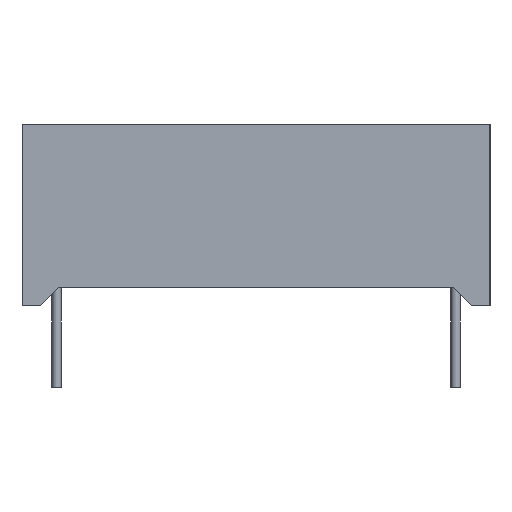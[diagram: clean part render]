
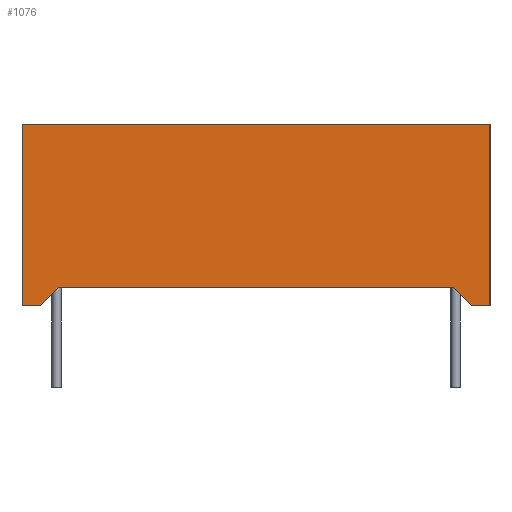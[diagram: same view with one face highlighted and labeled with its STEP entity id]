
A CAD part, left-side view. The second image highlights one B-rep face of the part: STEP entity #1076.
In plain terms, the highlighted planar face has unit normal (-1, 0, 0).
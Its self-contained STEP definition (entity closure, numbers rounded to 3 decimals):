
#48 = VERTEX_POINT('',#49);
#49 = CARTESIAN_POINT('',(-17.9,-12.9,0.));
#57 = EDGE_CURVE('',#48,#58,#60,.T.);
#58 = VERTEX_POINT('',#59);
#59 = CARTESIAN_POINT('',(-17.9,-12.9,10.));
#60 = LINE('',#61,#62);
#61 = CARTESIAN_POINT('',(-17.9,-12.9,0.));
#62 = VECTOR('',#63,1.);
#63 = DIRECTION('',(0.,0.,1.));
#130 = VERTEX_POINT('',#131);
#131 = CARTESIAN_POINT('',(-17.9,-11.9,0.));
#137 = EDGE_CURVE('',#130,#48,#138,.T.);
#138 = LINE('',#139,#140);
#139 = CARTESIAN_POINT('',(-17.9,12.9,0.));
#140 = VECTOR('',#141,1.);
#141 = DIRECTION('',(0.,-1.,0.));
#337 = VERTEX_POINT('',#338);
#338 = CARTESIAN_POINT('',(-17.9,12.9,10.));
#344 = EDGE_CURVE('',#337,#58,#345,.T.);
#345 = LINE('',#346,#347);
#346 = CARTESIAN_POINT('',(-17.9,12.9,10.));
#347 = VECTOR('',#348,1.);
#348 = DIRECTION('',(0.,-1.,0.));
#1076 = ADVANCED_FACE('',(#1077),#1120,.F.);
#1077 = FACE_BOUND('',#1078,.F.);
#1078 = EDGE_LOOP('',(#1079,#1089,#1095,#1096,#1097,#1098,#1106,#1114));
#1079 = ORIENTED_EDGE('',*,*,#1080,.F.);
#1080 = EDGE_CURVE('',#1081,#1083,#1085,.T.);
#1081 = VERTEX_POINT('',#1082);
#1082 = CARTESIAN_POINT('',(-17.9,12.9,0.));
#1083 = VERTEX_POINT('',#1084);
#1084 = CARTESIAN_POINT('',(-17.9,11.9,0.));
#1085 = LINE('',#1086,#1087);
#1086 = CARTESIAN_POINT('',(-17.9,12.9,0.));
#1087 = VECTOR('',#1088,1.);
#1088 = DIRECTION('',(0.,-1.,0.));
#1089 = ORIENTED_EDGE('',*,*,#1090,.T.);
#1090 = EDGE_CURVE('',#1081,#337,#1091,.T.);
#1091 = LINE('',#1092,#1093);
#1092 = CARTESIAN_POINT('',(-17.9,12.9,0.));
#1093 = VECTOR('',#1094,1.);
#1094 = DIRECTION('',(0.,0.,1.));
#1095 = ORIENTED_EDGE('',*,*,#344,.T.);
#1096 = ORIENTED_EDGE('',*,*,#57,.F.);
#1097 = ORIENTED_EDGE('',*,*,#137,.F.);
#1098 = ORIENTED_EDGE('',*,*,#1099,.F.);
#1099 = EDGE_CURVE('',#1100,#130,#1102,.T.);
#1100 = VERTEX_POINT('',#1101);
#1101 = CARTESIAN_POINT('',(-17.9,-10.9,1.));
#1102 = LINE('',#1103,#1104);
#1103 = CARTESIAN_POINT('',(-17.9,-5.2,6.7));
#1104 = VECTOR('',#1105,1.);
#1105 = DIRECTION('',(0.,-0.707,-0.707));
#1106 = ORIENTED_EDGE('',*,*,#1107,.F.);
#1107 = EDGE_CURVE('',#1108,#1100,#1110,.T.);
#1108 = VERTEX_POINT('',#1109);
#1109 = CARTESIAN_POINT('',(-17.9,10.9,1.));
#1110 = LINE('',#1111,#1112);
#1111 = CARTESIAN_POINT('',(-17.9,11.9,1.));
#1112 = VECTOR('',#1113,1.);
#1113 = DIRECTION('',(0.,-1.,0.));
#1114 = ORIENTED_EDGE('',*,*,#1115,.F.);
#1115 = EDGE_CURVE('',#1083,#1108,#1116,.T.);
#1116 = LINE('',#1117,#1118);
#1117 = CARTESIAN_POINT('',(-17.9,12.15,-0.25));
#1118 = VECTOR('',#1119,1.);
#1119 = DIRECTION('',(0.,-0.707,0.707));
#1120 = PLANE('',#1121);
#1121 = AXIS2_PLACEMENT_3D('',#1122,#1123,#1124);
#1122 = CARTESIAN_POINT('',(-17.9,12.9,0.));
#1123 = DIRECTION('',(1.,0.,0.));
#1124 = DIRECTION('',(0.,-1.,0.));
